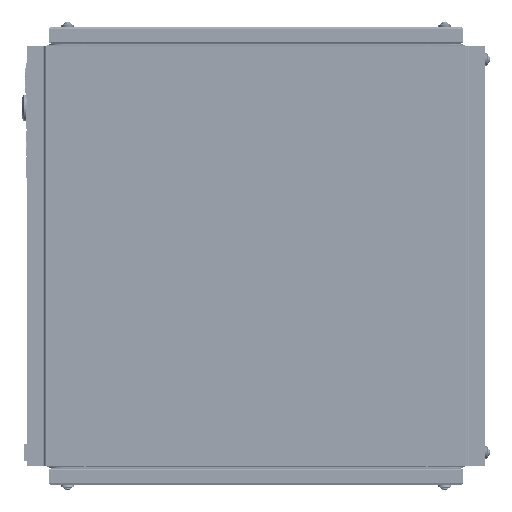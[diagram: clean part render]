
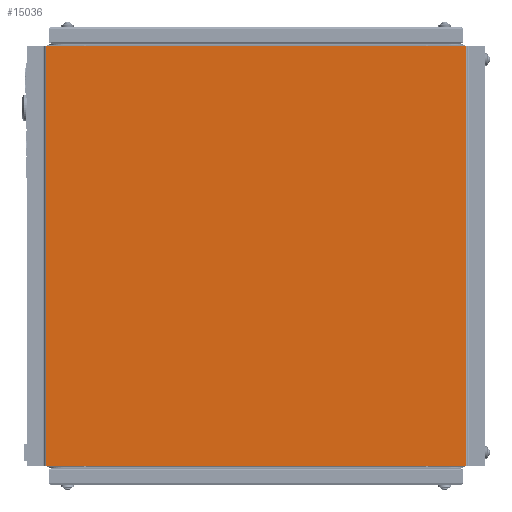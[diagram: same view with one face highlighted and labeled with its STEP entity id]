
A CAD part, front view. The second image highlights one B-rep face of the part: STEP entity #15036.
In plain terms, the highlighted planar face has unit normal (0, -1, 0).
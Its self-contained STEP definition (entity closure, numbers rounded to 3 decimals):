
#320 = VECTOR ( 'NONE', #20218, 1000. ) ;
#1069 = CARTESIAN_POINT ( 'NONE',  ( 20.8, -20., 449. ) ) ;
#2102 = DIRECTION ( 'NONE',  ( 1., 0., 0. ) ) ;
#5382 = EDGE_CURVE ( 'NONE', #41637, #42402, #40605, .T. ) ;
#6391 = PLANE ( 'NONE',  #52692 ) ;
#6605 = EDGE_CURVE ( 'NONE', #40823, #27762, #6804, .T. ) ;
#6804 = LINE ( 'NONE', #25952, #42189 ) ;
#7320 = FACE_OUTER_BOUND ( 'NONE', #45929, .T. ) ;
#10165 = EDGE_CURVE ( 'NONE', #40823, #41637, #44004, .T. ) ;
#12446 = LINE ( 'NONE', #31310, #50539 ) ;
#15036 = ADVANCED_FACE ( 'NONE', ( #7320 ), #6391, .F. ) ;
#15899 = ORIENTED_EDGE ( 'NONE', *, *, #48159, .F. ) ;
#20218 = DIRECTION ( 'NONE',  ( 0., 0., -1. ) ) ;
#21333 = VECTOR ( 'NONE', #21843, 1000. ) ;
#21523 = CARTESIAN_POINT ( 'NONE',  ( 19.8, -20., 0. ) ) ;
#21843 = DIRECTION ( 'NONE',  ( 1., 0., 0. ) ) ;
#25952 = CARTESIAN_POINT ( 'NONE',  ( 19.8, -20., 449. ) ) ;
#27762 = VERTEX_POINT ( 'NONE', #53775 ) ;
#31177 = CARTESIAN_POINT ( 'NONE',  ( 19.8, -20., 449. ) ) ;
#31310 = CARTESIAN_POINT ( 'NONE',  ( 469.2, -20., 449. ) ) ;
#31596 = DIRECTION ( 'NONE',  ( 0., 0., -1. ) ) ;
#33381 = ORIENTED_EDGE ( 'NONE', *, *, #5382, .T. ) ;
#36841 = ORIENTED_EDGE ( 'NONE', *, *, #10165, .T. ) ;
#40605 = LINE ( 'NONE', #21523, #21333 ) ;
#40823 = VERTEX_POINT ( 'NONE', #44890 ) ;
#41637 = VERTEX_POINT ( 'NONE', #57815 ) ;
#42189 = VECTOR ( 'NONE', #2102, 1000. ) ;
#42402 = VERTEX_POINT ( 'NONE', #54269 ) ;
#43216 = ORIENTED_EDGE ( 'NONE', *, *, #6605, .F. ) ;
#44004 = LINE ( 'NONE', #1069, #320 ) ;
#44890 = CARTESIAN_POINT ( 'NONE',  ( 20.8, -20., 449. ) ) ;
#45929 = EDGE_LOOP ( 'NONE', ( #33381, #15899, #43216, #36841 ) ) ;
#48159 = EDGE_CURVE ( 'NONE', #27762, #42402, #12446, .T. ) ;
#50253 = DIRECTION ( 'NONE',  ( -1., 0., 0. ) ) ;
#50539 = VECTOR ( 'NONE', #31596, 1000. ) ;
#52692 = AXIS2_PLACEMENT_3D ( 'NONE', #31177, #54674, #50253 ) ;
#53775 = CARTESIAN_POINT ( 'NONE',  ( 469.2, -20., 449. ) ) ;
#54269 = CARTESIAN_POINT ( 'NONE',  ( 469.2, -20., 0. ) ) ;
#54674 = DIRECTION ( 'NONE',  ( 0., 1., 0. ) ) ;
#57815 = CARTESIAN_POINT ( 'NONE',  ( 20.8, -20., 0. ) ) ;
